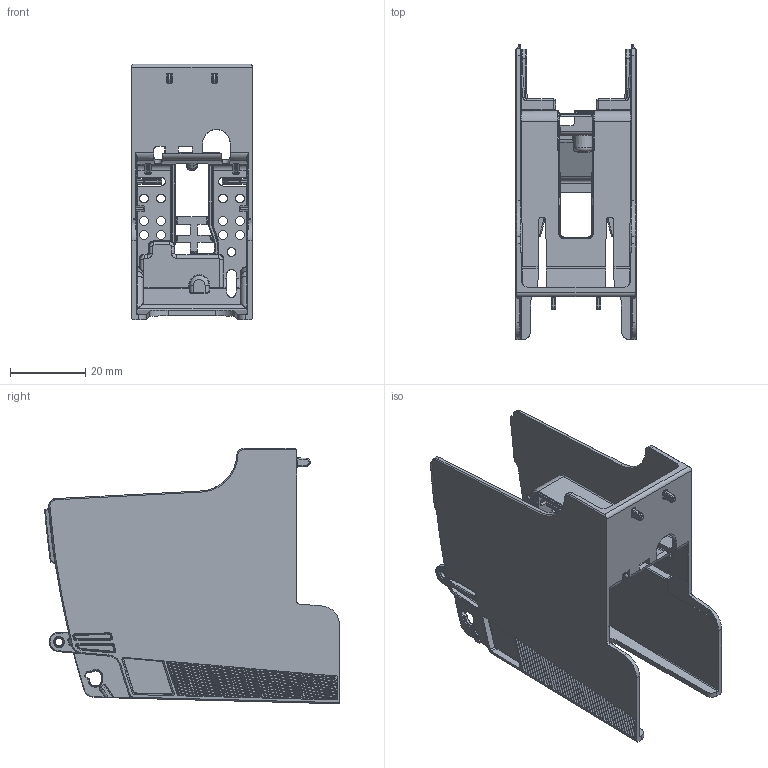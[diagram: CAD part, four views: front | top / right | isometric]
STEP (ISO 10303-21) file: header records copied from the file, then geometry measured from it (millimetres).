
FILE_DESCRIPTION((''),'2;1');
FILE_NAME('004129010_ZP_PT_00-1_ASM','2023-10-24T13:38:09',('klemen.sitar'),('Audax d.o.o.'),'CREO PARAMETRIC BY PTC INC, 2021304','CREO PARAMETRIC BY PTC INC, 2021304','');
FILE_SCHEMA(('AP242_MANAGED_MODEL_BASED_3D_ENGINEERING_MIM_LF { 1 0 10303 442 1 1 4 }'));
Products named in the file (2): PRT9562_1; 004129010_ZP_PT_00-1_ASM
Assembly tree (1 placements, depth 2):
  004129010_ZP_PT_00-1_ASM
    PRT9562_1
Bounding box: 32 x 78.43 x 68 mm (x, y, z)
Volume: 15242.4 mm3; surface area: 25826 mm2
Topology: 1 solids, 1 shells, 1923 faces, 5068 edges, 3098 vertices
Faces by surface type: cylinder 668, plane 575, bspline 360, torus 168, cone 113, sphere 28, extrusion 11
Entity records: 107189 total; most frequent: CARTESIAN_POINT 35014, ORIENTED_EDGE 10054, DIRECTION 7462, PRESENTATION_STYLE_ASSIGNMENT 6962, STYLED_ITEM 6962, CURVE_STYLE 5038, EDGE_CURVE 5027, VERTEX_POINT 3098
